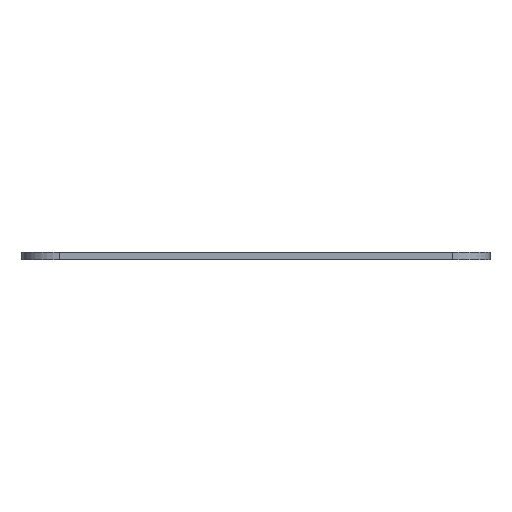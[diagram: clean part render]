
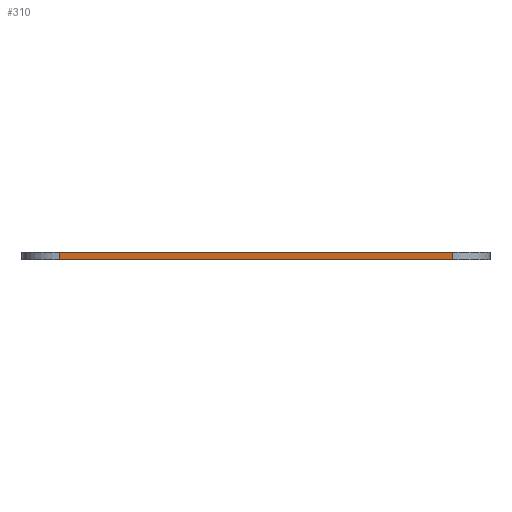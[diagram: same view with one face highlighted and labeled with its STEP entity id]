
A CAD part, left-side view. The second image highlights one B-rep face of the part: STEP entity #310.
In plain terms, the highlighted planar face has unit normal (-1, 0, 0).
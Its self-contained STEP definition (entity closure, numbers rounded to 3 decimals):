
#283 = VERTEX_POINT('',#284);
#284 = CARTESIAN_POINT('',(2.223,5.423,0.41));
#291 = EDGE_CURVE('',#292,#283,#294,.T.);
#292 = VERTEX_POINT('',#293);
#293 = CARTESIAN_POINT('',(2.223,5.423,0.));
#294 = LINE('',#295,#296);
#295 = CARTESIAN_POINT('',(2.223,5.423,0.));
#296 = VECTOR('',#297,1.);
#297 = DIRECTION('',(0.,0.,1.));
#310 = ADVANCED_FACE('',(#311),#336,.T.);
#311 = FACE_BOUND('',#312,.T.);
#312 = EDGE_LOOP('',(#313,#314,#322,#330));
#313 = ORIENTED_EDGE('',*,*,#291,.T.);
#314 = ORIENTED_EDGE('',*,*,#315,.T.);
#315 = EDGE_CURVE('',#283,#316,#318,.T.);
#316 = VERTEX_POINT('',#317);
#317 = CARTESIAN_POINT('',(2.223,26.423,0.41));
#318 = LINE('',#319,#320);
#319 = CARTESIAN_POINT('',(2.223,5.423,0.41));
#320 = VECTOR('',#321,1.);
#321 = DIRECTION('',(0.,1.,0.));
#322 = ORIENTED_EDGE('',*,*,#323,.F.);
#323 = EDGE_CURVE('',#324,#316,#326,.T.);
#324 = VERTEX_POINT('',#325);
#325 = CARTESIAN_POINT('',(2.223,26.423,0.));
#326 = LINE('',#327,#328);
#327 = CARTESIAN_POINT('',(2.223,26.423,0.));
#328 = VECTOR('',#329,1.);
#329 = DIRECTION('',(0.,0.,1.));
#330 = ORIENTED_EDGE('',*,*,#331,.F.);
#331 = EDGE_CURVE('',#292,#324,#332,.T.);
#332 = LINE('',#333,#334);
#333 = CARTESIAN_POINT('',(2.223,5.423,0.));
#334 = VECTOR('',#335,1.);
#335 = DIRECTION('',(0.,1.,0.));
#336 = PLANE('',#337);
#337 = AXIS2_PLACEMENT_3D('',#338,#339,#340);
#338 = CARTESIAN_POINT('',(2.223,5.423,0.));
#339 = DIRECTION('',(-1.,0.,0.));
#340 = DIRECTION('',(0.,1.,0.));
